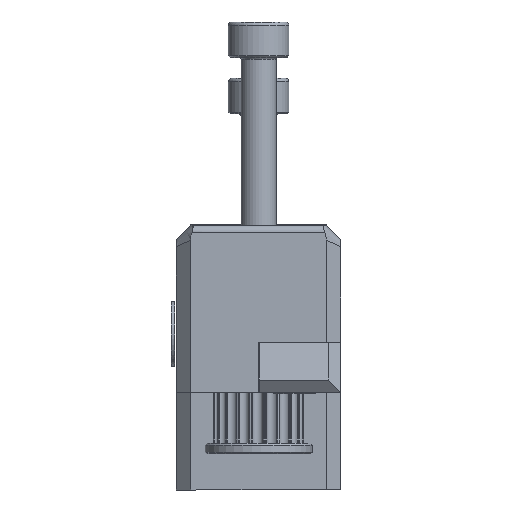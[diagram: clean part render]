
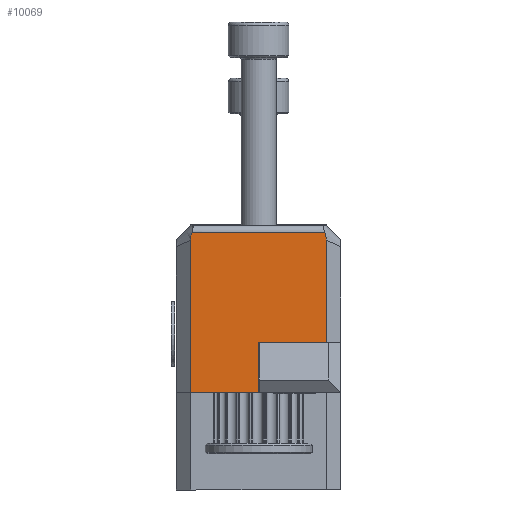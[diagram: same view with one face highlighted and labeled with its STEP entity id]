
A CAD part, left-side view. The second image highlights one B-rep face of the part: STEP entity #10069.
In plain terms, the highlighted planar face has unit normal (-1, 0, 0).
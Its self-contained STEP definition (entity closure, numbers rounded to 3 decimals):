
#211=B_SPLINE_CURVE_WITH_KNOTS('',3,(#15944,#15945,#15946,#15947,#15948,
#15949,#15950,#15951,#15952,#15953,#15954,#15955,#15956,#15957,#15958,#15959,
#15960,#15961,#15962),.UNSPECIFIED.,.F.,.F.,(4,3,3,3,3,3,4),(0.054,
0.058,0.092,0.118,0.14,
0.161,0.163),.UNSPECIFIED.);
#218=B_SPLINE_CURVE_WITH_KNOTS('',3,(#16077,#16078,#16079,#16080,#16081,
#16082,#16083,#16084,#16085,#16086,#16087,#16088,#16089,#16090,#16091,#16092,
#16093,#16094,#16095),.UNSPECIFIED.,.F.,.F.,(4,3,3,3,3,3,4),(0.,0.019,
0.039,0.062,0.071,0.103,
0.11),.UNSPECIFIED.);
#1393=FACE_OUTER_BOUND('',#2008,.T.);
#2008=EDGE_LOOP('',(#6967,#6968,#6969,#6970,#6971,#6972,#6973,#6974,#6975));
#2615=LINE('',#15190,#3351);
#2641=LINE('',#15318,#3377);
#2668=LINE('',#15449,#3404);
#2718=LINE('',#16045,#3454);
#2720=LINE('',#16097,#3456);
#2721=LINE('',#16098,#3457);
#2722=LINE('',#16099,#3458);
#3351=VECTOR('',#11966,10.);
#3377=VECTOR('',#12084,10.);
#3404=VECTOR('',#12211,10.);
#3454=VECTOR('',#12315,10.);
#3456=VECTOR('',#12321,24.05);
#3457=VECTOR('',#12322,10.);
#3458=VECTOR('',#12323,24.05);
#4083=VERTEX_POINT('',#15180);
#4087=VERTEX_POINT('',#15188);
#4143=VERTEX_POINT('',#15317);
#4194=VERTEX_POINT('',#15441);
#4197=VERTEX_POINT('',#15447);
#4247=VERTEX_POINT('',#15942);
#4248=VERTEX_POINT('',#15943);
#4251=VERTEX_POINT('',#16032);
#4252=VERTEX_POINT('',#16072);
#5095=EDGE_CURVE('',#4083,#4087,#2615,.T.);
#5159=EDGE_CURVE('',#4083,#4143,#2641,.F.);
#5225=EDGE_CURVE('',#4197,#4194,#2668,.F.);
#5297=EDGE_CURVE('',#4247,#4248,#211,.T.);
#5303=EDGE_CURVE('',#4251,#4247,#2718,.T.);
#5306=EDGE_CURVE('',#4252,#4251,#218,.T.);
#5307=EDGE_CURVE('',#4143,#4252,#2720,.T.);
#5308=EDGE_CURVE('',#4087,#4194,#2721,.F.);
#5309=EDGE_CURVE('',#4248,#4197,#2722,.T.);
#6967=ORIENTED_EDGE('',*,*,#5297,.F.);
#6968=ORIENTED_EDGE('',*,*,#5303,.F.);
#6969=ORIENTED_EDGE('',*,*,#5306,.F.);
#6970=ORIENTED_EDGE('',*,*,#5307,.F.);
#6971=ORIENTED_EDGE('',*,*,#5159,.F.);
#6972=ORIENTED_EDGE('',*,*,#5095,.T.);
#6973=ORIENTED_EDGE('',*,*,#5308,.T.);
#6974=ORIENTED_EDGE('',*,*,#5225,.F.);
#6975=ORIENTED_EDGE('',*,*,#5309,.F.);
#9832=PLANE('',#10836);
#10069=ADVANCED_FACE('',(#1393),#9832,.F.);
#10836=AXIS2_PLACEMENT_3D('',#16096,#12319,#12320);
#11966=DIRECTION('',(0.,0.,1.));
#12084=DIRECTION('',(0.,-1.,0.));
#12211=DIRECTION('',(0.,-1.,0.));
#12315=DIRECTION('',(0.,-1.,0.));
#12319=DIRECTION('center_axis',(1.,0.,0.));
#12320=DIRECTION('ref_axis',(0.,-1.,0.));
#12321=DIRECTION('',(0.,0.,1.));
#12322=DIRECTION('',(0.,1.,0.));
#12323=DIRECTION('',(0.,0.,-1.));
#15180=CARTESIAN_POINT('',(-66.785,-26.188,3.351));
#15188=CARTESIAN_POINT('',(-66.785,-26.188,10.383));
#15190=CARTESIAN_POINT('',(-66.785,-26.188,10.401));
#15317=CARTESIAN_POINT('',(-66.785,-16.688,3.351));
#15318=CARTESIAN_POINT('',(-66.785,-25.438,3.351));
#15441=CARTESIAN_POINT('',(-66.785,-28.204,10.383));
#15447=CARTESIAN_POINT('',(-66.785,-35.688,10.383));
#15449=CARTESIAN_POINT('',(-66.785,-25.438,10.383));
#15942=CARTESIAN_POINT('',(-66.785,-35.476,25.732));
#15943=CARTESIAN_POINT('',(-66.785,-35.688,24.661));
#15944=CARTESIAN_POINT('Ctrl Pts',(-66.785,-35.476,
25.731));
#15945=CARTESIAN_POINT('Ctrl Pts',(-66.785,-35.481,
25.719));
#15946=CARTESIAN_POINT('Ctrl Pts',(-66.785,-35.485,
25.707));
#15947=CARTESIAN_POINT('Ctrl Pts',(-66.785,-35.49,
25.694));
#15948=CARTESIAN_POINT('Ctrl Pts',(-66.785,-35.528,
25.586));
#15949=CARTESIAN_POINT('Ctrl Pts',(-66.785,-35.563,
25.476));
#15950=CARTESIAN_POINT('Ctrl Pts',(-66.785,-35.592,
25.365));
#15951=CARTESIAN_POINT('Ctrl Pts',(-66.785,-35.613,25.282));
#15952=CARTESIAN_POINT('Ctrl Pts',(-66.785,-35.632,
25.198));
#15953=CARTESIAN_POINT('Ctrl Pts',(-66.785,-35.647,
25.114));
#15954=CARTESIAN_POINT('Ctrl Pts',(-66.785,-35.66,
25.039));
#15955=CARTESIAN_POINT('Ctrl Pts',(-66.785,-35.67,
24.964));
#15956=CARTESIAN_POINT('Ctrl Pts',(-66.785,-35.677,
24.888));
#15957=CARTESIAN_POINT('Ctrl Pts',(-66.785,-35.683,
24.821));
#15958=CARTESIAN_POINT('Ctrl Pts',(-66.785,-35.687,
24.754));
#15959=CARTESIAN_POINT('Ctrl Pts',(-66.785,-35.688,
24.687));
#15960=CARTESIAN_POINT('Ctrl Pts',(-66.785,-35.688,
24.678));
#15961=CARTESIAN_POINT('Ctrl Pts',(-66.785,-35.688,
24.669));
#15962=CARTESIAN_POINT('Ctrl Pts',(-66.785,-35.688,
24.661));
#16032=CARTESIAN_POINT('',(-66.785,-16.9,25.732));
#16045=CARTESIAN_POINT('',(-66.785,-24.688,25.732));
#16072=CARTESIAN_POINT('',(-66.785,-16.688,24.661));
#16077=CARTESIAN_POINT('Ctrl Pts',(-66.785,-16.688,
24.661));
#16078=CARTESIAN_POINT('Ctrl Pts',(-66.785,-16.688,
24.724));
#16079=CARTESIAN_POINT('Ctrl Pts',(-66.785,-16.691,
24.787));
#16080=CARTESIAN_POINT('Ctrl Pts',(-66.784,-16.696,
24.849));
#16081=CARTESIAN_POINT('Ctrl Pts',(-66.784,-16.701,
24.916));
#16082=CARTESIAN_POINT('Ctrl Pts',(-66.784,-16.709,24.983));
#16083=CARTESIAN_POINT('Ctrl Pts',(-66.784,-16.719,25.05));
#16084=CARTESIAN_POINT('Ctrl Pts',(-66.783,-16.731,25.125));
#16085=CARTESIAN_POINT('Ctrl Pts',(-66.783,-16.745,
25.199));
#16086=CARTESIAN_POINT('Ctrl Pts',(-66.783,-16.762,
25.272));
#16087=CARTESIAN_POINT('Ctrl Pts',(-66.783,-16.769,
25.303));
#16088=CARTESIAN_POINT('Ctrl Pts',(-66.783,-16.776,
25.333));
#16089=CARTESIAN_POINT('Ctrl Pts',(-66.783,-16.784,
25.363));
#16090=CARTESIAN_POINT('Ctrl Pts',(-66.783,-16.811,
25.465));
#16091=CARTESIAN_POINT('Ctrl Pts',(-66.783,-16.842,
25.566));
#16092=CARTESIAN_POINT('Ctrl Pts',(-66.783,-16.876,
25.666));
#16093=CARTESIAN_POINT('Ctrl Pts',(-66.783,-16.884,
25.688));
#16094=CARTESIAN_POINT('Ctrl Pts',(-66.783,-16.892,25.71));
#16095=CARTESIAN_POINT('Ctrl Pts',(-66.783,-16.9,25.732));
#16096=CARTESIAN_POINT('Origin',(-66.785,-24.688,5.759));
#16097=CARTESIAN_POINT('',(-66.785,-16.688,5.759));
#16098=CARTESIAN_POINT('',(-66.785,-26.446,10.383));
#16099=CARTESIAN_POINT('',(-66.785,-35.688,5.759));
